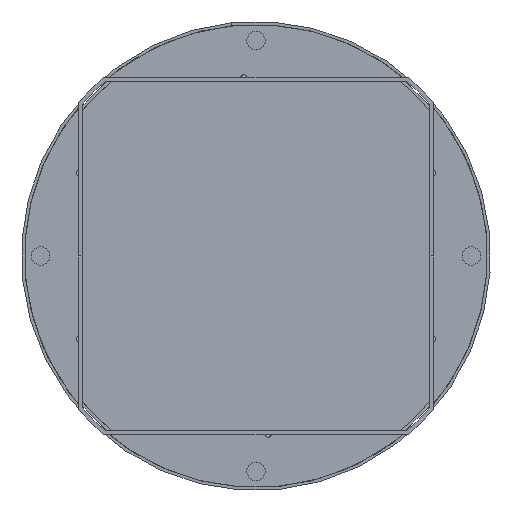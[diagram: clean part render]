
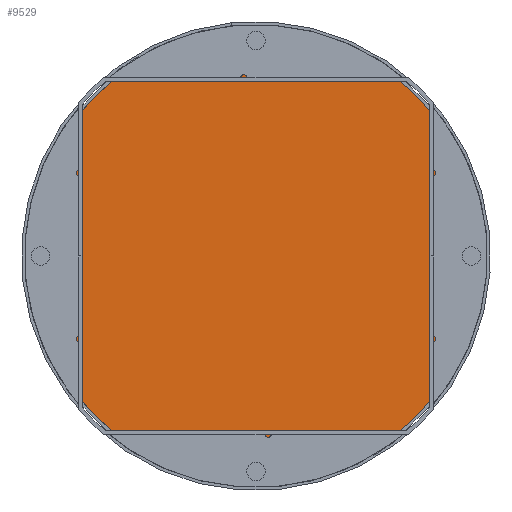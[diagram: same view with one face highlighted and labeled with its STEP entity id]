
A CAD part, front view. The second image highlights one B-rep face of the part: STEP entity #9529.
In plain terms, the highlighted face is planar.
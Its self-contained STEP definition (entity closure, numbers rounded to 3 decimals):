
#9456=CARTESIAN_POINT('',(0.,2.,0.));
#9457=DIRECTION('',(0.,1.,0.));
#9458=DIRECTION('',(0.,0.,-1.));
#9459=AXIS2_PLACEMENT_3D('',#9456,#9457,#9458);
#9474=CARTESIAN_POINT('',(0.,2.,0.));
#9475=DIRECTION('',(0.,-1.,0.));
#9476=DIRECTION('',(0.,0.,-1.));
#9477=AXIS2_PLACEMENT_3D('',#9474,#9475,#9476);
#9485=CARTESIAN_POINT('',(0.,2.,-147.5));
#9487=VERTEX_POINT('',#9485);
#9489=CARTESIAN_POINT('',(0.,2.,147.5));
#9491=VERTEX_POINT('',#9489);
#9519=CARTESIAN_POINT('',(0.,2.,0.));
#9520=DIRECTION('',(0.,1.,0.));
#9521=DIRECTION('',(1.,0.,0.));
#9522=AXIS2_PLACEMENT_3D('',#9519,#9520,#9521);
#9523=PLANE('',#9522);
#9524=ORIENTED_EDGE('',*,*,#9509,.F.);
#9526=ORIENTED_EDGE('',*,*,#9525,.T.);
#9527=EDGE_LOOP('',(#9524,#9526));
#9528=FACE_OUTER_BOUND('',#9527,.F.);
#9460=CIRCLE('',#9459,147.5);
#9478=CIRCLE('',#9477,147.5);
#9509=EDGE_CURVE('',#9487,#9491,#9460,.T.);
#9525=EDGE_CURVE('',#9487,#9491,#9478,.T.);
#9529=ADVANCED_FACE('',(#9528),#9523,.T.);
